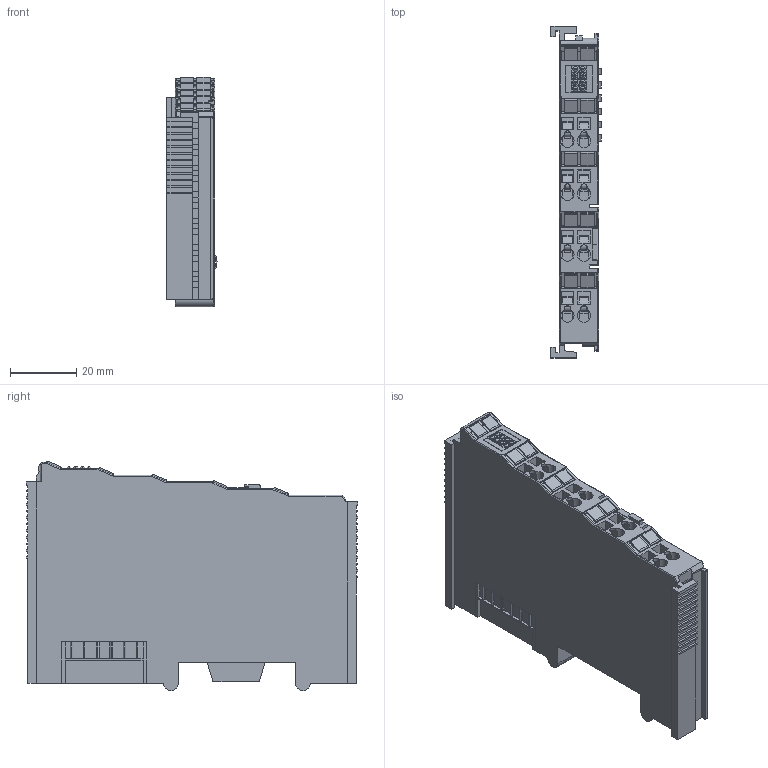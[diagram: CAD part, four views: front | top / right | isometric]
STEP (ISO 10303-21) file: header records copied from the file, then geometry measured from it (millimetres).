
FILE_DESCRIPTION (( 'STEP AP214' ), '1' );
FILE_NAME ('PX-272-2.STEP', '2014-11-17T14:57:11', ( '' ), ( '' ), 'SwSTEP 2.0', 'SolidWorks 2014', '' );
FILE_SCHEMA (( 'AUTOMOTIVE_DESIGN' ));
Length unit declared in the file: millimetre
Products named in the file (1): PX-272-2
Bounding box: 15.15 x 100.25 x 69.28 mm (x, y, z)
Volume: 59089.7 mm3; surface area: 32340.6 mm2
Topology: 26 solids, 26 shells, 1425 faces, 4110 edges, 2675 vertices
Faces by surface type: plane 1011, cylinder 354, torus 44, sphere 16
Entity records: 49332 total; most frequent: CARTESIAN_POINT 8462, ORIENTED_EDGE 8188, DIRECTION 7738, EDGE_CURVE 4094, VECTOR 3156, LINE 3156, VERTEX_POINT 2673, AXIS2_PLACEMENT_3D 2291
